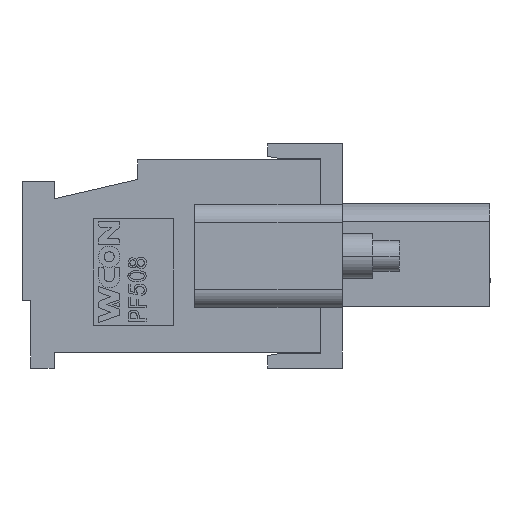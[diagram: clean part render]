
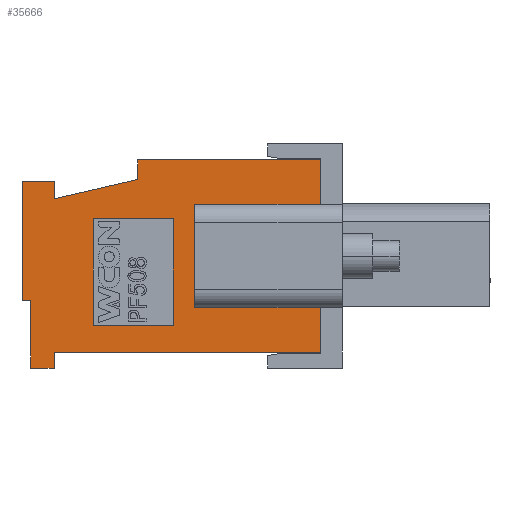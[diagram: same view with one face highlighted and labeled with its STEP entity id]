
A CAD part, left-side view. The second image highlights one B-rep face of the part: STEP entity #35666.
In plain terms, the highlighted planar face has unit normal (-1, 0, 0).
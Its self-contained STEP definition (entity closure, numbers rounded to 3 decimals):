
#34293=CARTESIAN_POINT('',(-19.334,15.985,-2.379));
#34294=VERTEX_POINT('',#34293);
#34295=CARTESIAN_POINT('',(-19.334,15.985,3.996));
#34296=VERTEX_POINT('',#34295);
#34297=CARTESIAN_POINT('',(-19.334,15.985,-2.379));
#34298=DIRECTION('',(0.,0.,1.));
#34299=VECTOR('',#34298,6.375);
#34300=LINE('',#34297,#34299);
#34301=EDGE_CURVE('',#34294,#34296,#34300,.T.);
#34424=CARTESIAN_POINT('',(-19.334,14.272,3.996));
#34425=VERTEX_POINT('',#34424);
#34426=CARTESIAN_POINT('',(-19.334,15.985,3.996));
#34427=DIRECTION('',(0.,-1.,0.));
#34428=VECTOR('',#34427,1.713);
#34429=LINE('',#34426,#34428);
#34430=EDGE_CURVE('',#34296,#34425,#34429,.T.);
#34448=CARTESIAN_POINT('',(-19.334,14.272,3.059));
#34449=VERTEX_POINT('',#34448);
#34450=CARTESIAN_POINT('',(-19.334,14.272,3.996));
#34451=DIRECTION('',(0.,0.,-1.));
#34452=VECTOR('',#34451,0.937);
#34453=LINE('',#34450,#34452);
#34454=EDGE_CURVE('',#34425,#34449,#34453,.T.);
#34472=CARTESIAN_POINT('',(-19.334,9.8,4.091));
#34473=VERTEX_POINT('',#34472);
#34474=CARTESIAN_POINT('',(-19.334,14.272,3.059));
#34475=DIRECTION('',(0.,-0.974,0.225));
#34476=VECTOR('',#34475,4.589);
#34477=LINE('',#34474,#34476);
#34478=EDGE_CURVE('',#34449,#34473,#34477,.T.);
#34496=CARTESIAN_POINT('',(-19.334,9.8,5.138));
#34497=VERTEX_POINT('',#34496);
#34498=CARTESIAN_POINT('',(-19.334,9.8,4.091));
#34499=DIRECTION('',(0.,0.,1.));
#34500=VECTOR('',#34499,1.047);
#34501=LINE('',#34498,#34500);
#34502=EDGE_CURVE('',#34473,#34497,#34501,.T.);
#34520=CARTESIAN_POINT('',(-19.334,14.272,-5.138));
#34521=VERTEX_POINT('',#34520);
#34522=CARTESIAN_POINT('',(-19.334,14.272,-5.994));
#34523=VERTEX_POINT('',#34522);
#34524=CARTESIAN_POINT('',(-19.334,14.272,-5.138));
#34525=DIRECTION('',(0.,0.,-1.));
#34526=VECTOR('',#34525,0.856);
#34527=LINE('',#34524,#34526);
#34528=EDGE_CURVE('',#34521,#34523,#34527,.T.);
#34551=CARTESIAN_POINT('',(-19.334,15.509,-5.994));
#34552=VERTEX_POINT('',#34551);
#34553=CARTESIAN_POINT('',(-19.334,14.272,-5.994));
#34554=DIRECTION('',(0.,1.,0.));
#34555=VECTOR('',#34554,1.237);
#34556=LINE('',#34553,#34555);
#34557=EDGE_CURVE('',#34523,#34552,#34556,.T.);
#34575=CARTESIAN_POINT('',(-19.334,15.509,-2.379));
#34576=VERTEX_POINT('',#34575);
#34577=CARTESIAN_POINT('',(-19.334,15.509,-5.994));
#34578=DIRECTION('',(0.,0.,1.));
#34579=VECTOR('',#34578,3.616);
#34580=LINE('',#34577,#34579);
#34581=EDGE_CURVE('',#34552,#34576,#34580,.T.);
#34599=CARTESIAN_POINT('',(-19.334,15.509,-2.379));
#34600=DIRECTION('',(0.,1.,0.));
#34601=VECTOR('',#34600,0.476);
#34602=LINE('',#34599,#34601);
#34603=EDGE_CURVE('',#34576,#34294,#34602,.T.);
#34681=CARTESIAN_POINT('',(-19.334,0.,5.138));
#34682=VERTEX_POINT('',#34681);
#34689=CARTESIAN_POINT('',(-19.334,0.,2.759));
#34690=VERTEX_POINT('',#34689);
#34691=CARTESIAN_POINT('',(-19.334,0.,5.138));
#34692=DIRECTION('',(0.,0.,-1.));
#34693=VECTOR('',#34692,2.379);
#34694=LINE('',#34691,#34693);
#34695=EDGE_CURVE('',#34682,#34690,#34694,.T.);
#34713=CARTESIAN_POINT('',(-19.334,0.,-2.759));
#34714=VERTEX_POINT('',#34713);
#34721=CARTESIAN_POINT('',(-19.334,0.,-5.138));
#34722=VERTEX_POINT('',#34721);
#34723=CARTESIAN_POINT('',(-19.334,0.,-2.759));
#34724=DIRECTION('',(0.,0.,-1.));
#34725=VECTOR('',#34724,2.379);
#34726=LINE('',#34723,#34725);
#34727=EDGE_CURVE('',#34714,#34722,#34726,.T.);
#35143=CARTESIAN_POINT('',(-19.334,0.,-5.138));
#35144=DIRECTION('',(0.,1.,0.));
#35145=VECTOR('',#35144,14.272);
#35146=LINE('',#35143,#35145);
#35147=EDGE_CURVE('',#34722,#34521,#35146,.T.);
#35176=CARTESIAN_POINT('',(-19.334,9.8,5.138));
#35177=DIRECTION('',(0.,-1.,0.));
#35178=VECTOR('',#35177,9.8);
#35179=LINE('',#35176,#35178);
#35180=EDGE_CURVE('',#34497,#34682,#35179,.T.);
#35590=CARTESIAN_POINT('',(-19.334,8.135,-0.856));
#35591=DIRECTION('',(0.,0.,1.));
#35592=DIRECTION('',(-1.,0.,0.));
#35593=AXIS2_PLACEMENT_3D('',#35590,#35592,#35591);
#35594=PLANE('',#35593);
#35595=CARTESIAN_POINT('',(-19.334,6.755,-2.759));
#35596=VERTEX_POINT('',#35595);
#35597=CARTESIAN_POINT('',(-19.334,0.,-2.759));
#35598=DIRECTION('',(0.,1.,0.));
#35599=VECTOR('',#35598,6.755);
#35600=LINE('',#35597,#35599);
#35601=EDGE_CURVE('',#34714,#35596,#35600,.T.);
#35602=ORIENTED_EDGE('',*,*,#35601,.T.);
#35603=CARTESIAN_POINT('',(-19.334,6.755,2.759));
#35604=VERTEX_POINT('',#35603);
#35605=CARTESIAN_POINT('',(-19.334,6.755,-2.759));
#35606=DIRECTION('',(0.,0.,1.));
#35607=VECTOR('',#35606,5.518);
#35608=LINE('',#35605,#35607);
#35609=EDGE_CURVE('',#35596,#35604,#35608,.T.);
#35610=ORIENTED_EDGE('',*,*,#35609,.T.);
#35611=CARTESIAN_POINT('',(-19.334,6.755,2.759));
#35612=DIRECTION('',(0.,-1.,0.));
#35613=VECTOR('',#35612,6.755);
#35614=LINE('',#35611,#35613);
#35615=EDGE_CURVE('',#35604,#34690,#35614,.T.);
#35616=ORIENTED_EDGE('',*,*,#35615,.T.);
#35617=ORIENTED_EDGE('',*,*,#34695,.F.);
#35618=ORIENTED_EDGE('',*,*,#35180,.F.);
#35619=ORIENTED_EDGE('',*,*,#34502,.F.);
#35620=ORIENTED_EDGE('',*,*,#34478,.F.);
#35621=ORIENTED_EDGE('',*,*,#34454,.F.);
#35622=ORIENTED_EDGE('',*,*,#34430,.F.);
#35623=ORIENTED_EDGE('',*,*,#34301,.F.);
#35624=ORIENTED_EDGE('',*,*,#34603,.F.);
#35625=ORIENTED_EDGE('',*,*,#34581,.F.);
#35626=ORIENTED_EDGE('',*,*,#34557,.F.);
#35627=ORIENTED_EDGE('',*,*,#34528,.F.);
#35628=ORIENTED_EDGE('',*,*,#35147,.F.);
#35629=ORIENTED_EDGE('',*,*,#34727,.F.);
#35630=EDGE_LOOP('',(#35602,#35610,#35616,#35617,#35618,#35619,#35620,#35621,#35622,#35623,#35624,#35625,#35626,#35627,#35628,#35629));
#35631=FACE_OUTER_BOUND('',#35630,.T.);
#35632=CARTESIAN_POINT('',(-19.334,12.179,1.998));
#35633=VERTEX_POINT('',#35632);
#35634=CARTESIAN_POINT('',(-19.334,7.897,1.998));
#35635=VERTEX_POINT('',#35634);
#35636=CARTESIAN_POINT('',(-19.334,12.179,1.998));
#35637=DIRECTION('',(0.,-1.,0.));
#35638=VECTOR('',#35637,4.282);
#35639=LINE('',#35636,#35638);
#35640=EDGE_CURVE('',#35633,#35635,#35639,.T.);
#35641=ORIENTED_EDGE('',*,*,#35640,.T.);
#35642=CARTESIAN_POINT('',(-19.334,7.897,-3.711));
#35643=VERTEX_POINT('',#35642);
#35644=CARTESIAN_POINT('',(-19.334,7.897,1.998));
#35645=DIRECTION('',(0.,0.,-1.));
#35646=VECTOR('',#35645,5.709);
#35647=LINE('',#35644,#35646);
#35648=EDGE_CURVE('',#35635,#35643,#35647,.T.);
#35649=ORIENTED_EDGE('',*,*,#35648,.T.);
#35650=CARTESIAN_POINT('',(-19.334,12.179,-3.711));
#35651=VERTEX_POINT('',#35650);
#35652=CARTESIAN_POINT('',(-19.334,7.897,-3.711));
#35653=DIRECTION('',(0.,1.,0.));
#35654=VECTOR('',#35653,4.282);
#35655=LINE('',#35652,#35654);
#35656=EDGE_CURVE('',#35643,#35651,#35655,.T.);
#35657=ORIENTED_EDGE('',*,*,#35656,.T.);
#35658=CARTESIAN_POINT('',(-19.334,12.179,-3.711));
#35659=DIRECTION('',(0.,0.,1.));
#35660=VECTOR('',#35659,5.709);
#35661=LINE('',#35658,#35660);
#35662=EDGE_CURVE('',#35651,#35633,#35661,.T.);
#35663=ORIENTED_EDGE('',*,*,#35662,.T.);
#35664=EDGE_LOOP('',(#35641,#35649,#35657,#35663));
#35665=FACE_BOUND('',#35664,.T.);
#35666=ADVANCED_FACE('',(#35631,#35665),#35594,.T.);
